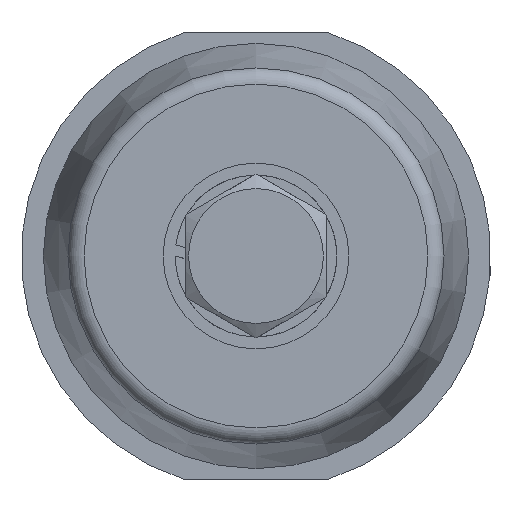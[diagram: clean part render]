
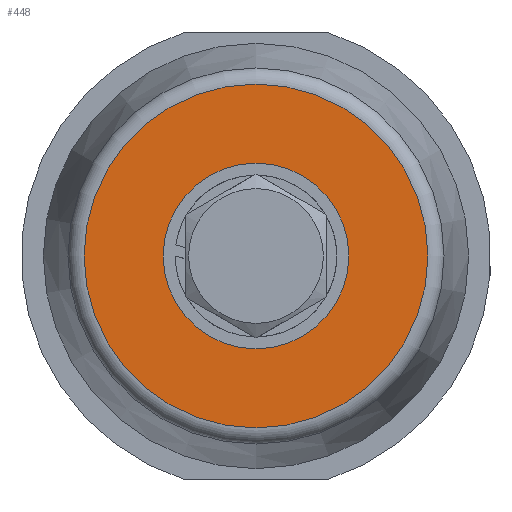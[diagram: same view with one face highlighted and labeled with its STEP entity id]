
A CAD part, front view. The second image highlights one B-rep face of the part: STEP entity #448.
In plain terms, the highlighted planar face has unit normal (0, -1, 0).
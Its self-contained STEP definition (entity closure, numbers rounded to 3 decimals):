
#116 = EDGE_CURVE ( 'NONE', #2003, #2003, #1575, .T. ) ;
#448 = ADVANCED_FACE ( 'NONE', ( #1432, #1934 ), #1624, .F. ) ;
#496 = AXIS2_PLACEMENT_3D ( 'NONE', #683, #1849, #850 ) ;
#516 = ORIENTED_EDGE ( 'NONE', *, *, #1342, .F. ) ;
#609 = CARTESIAN_POINT ( 'NONE',  ( 0., -20., 0. ) ) ;
#668 = EDGE_LOOP ( 'NONE', ( #516 ) ) ;
#683 = CARTESIAN_POINT ( 'NONE',  ( 0., -20., 0. ) ) ;
#748 = CARTESIAN_POINT ( 'NONE',  ( 0., -20., 0. ) ) ;
#774 = DIRECTION ( 'NONE',  ( 0., 1., 0. ) ) ;
#813 = CARTESIAN_POINT ( 'NONE',  ( 0., -20., -4.5 ) ) ;
#850 = DIRECTION ( 'NONE',  ( 0., 0., 1. ) ) ;
#911 = DIRECTION ( 'NONE',  ( 0., 0., -1. ) ) ;
#947 = VERTEX_POINT ( 'NONE', #813 ) ;
#1179 = CIRCLE ( 'NONE', #1678, 4.5 ) ;
#1282 = CARTESIAN_POINT ( 'NONE',  ( 0., -20., 15.741 ) ) ;
#1333 = ORIENTED_EDGE ( 'NONE', *, *, #116, .T. ) ;
#1342 = EDGE_CURVE ( 'NONE', #947, #947, #1179, .T. ) ;
#1432 = FACE_OUTER_BOUND ( 'NONE', #1565, .T. ) ;
#1565 = EDGE_LOOP ( 'NONE', ( #1333 ) ) ;
#1575 = CIRCLE ( 'NONE', #496, 15.741 ) ;
#1624 = PLANE ( 'NONE',  #2062 ) ;
#1678 = AXIS2_PLACEMENT_3D ( 'NONE', #748, #1917, #911 ) ;
#1849 = DIRECTION ( 'NONE',  ( 0., -1., 0. ) ) ;
#1917 = DIRECTION ( 'NONE',  ( 0., -1., 0. ) ) ;
#1934 = FACE_BOUND ( 'NONE', #668, .T. ) ;
#1954 = DIRECTION ( 'NONE',  ( 0., 0., 1. ) ) ;
#2003 = VERTEX_POINT ( 'NONE', #1282 ) ;
#2062 = AXIS2_PLACEMENT_3D ( 'NONE', #609, #774, #1954 ) ;
